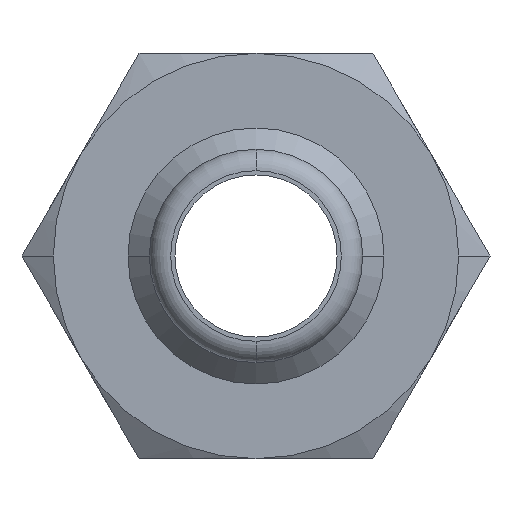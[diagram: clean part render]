
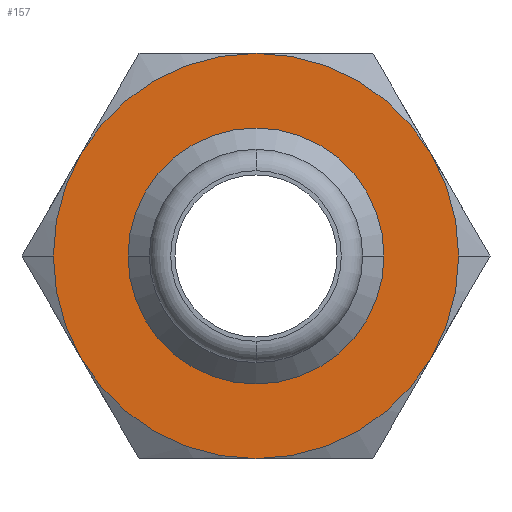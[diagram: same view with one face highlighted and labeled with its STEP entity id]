
A CAD part, front view. The second image highlights one B-rep face of the part: STEP entity #157.
In plain terms, the highlighted planar face has unit normal (0, -1, 0).
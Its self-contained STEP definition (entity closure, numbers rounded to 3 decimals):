
#157=ADVANCED_FACE('',(#359,#360),#361,.T.);
#359=FACE_OUTER_BOUND('',#29806,.T.);
#360=FACE_BOUND('',#29807,.T.);
#361=PLANE('',#29808);
#29806=EDGE_LOOP('',(#30167,#30168,#30169,#30170,#30171,#30172,#30173,#30174));
#29807=EDGE_LOOP('',(#30175,#30176));
#29808=AXIS2_PLACEMENT_3D('',#30177,#30178,#30179);
#30167=ORIENTED_EDGE('',*,*,#30709,.F.);
#30168=ORIENTED_EDGE('',*,*,#30635,.F.);
#30169=ORIENTED_EDGE('',*,*,#30710,.F.);
#30170=ORIENTED_EDGE('',*,*,#30711,.F.);
#30171=ORIENTED_EDGE('',*,*,#30683,.F.);
#30172=ORIENTED_EDGE('',*,*,#30656,.F.);
#30173=ORIENTED_EDGE('',*,*,#30712,.F.);
#30174=ORIENTED_EDGE('',*,*,#30713,.F.);
#30175=ORIENTED_EDGE('',*,*,#30593,.F.);
#30176=ORIENTED_EDGE('',*,*,#30714,.F.);
#30177=CARTESIAN_POINT('',(4.75,20.0,0.0));
#30178=DIRECTION('',(-0.0,-1.0,-0.0));
#30179=DIRECTION('',(-1.0,0.0,0.0));
#30593=EDGE_CURVE('',#30837,#30833,#30839,.T.);
#30635=EDGE_CURVE('',#30909,#30911,#30912,.T.);
#30656=EDGE_CURVE('',#30944,#30941,#30946,.T.);
#30683=EDGE_CURVE('',#30941,#30985,#30988,.T.);
#30709=EDGE_CURVE('',#30911,#31026,#31027,.T.);
#30710=EDGE_CURVE('',#31028,#30909,#31029,.T.);
#30711=EDGE_CURVE('',#30985,#31028,#31030,.T.);
#30712=EDGE_CURVE('',#30972,#30944,#31031,.T.);
#30713=EDGE_CURVE('',#31026,#30972,#31032,.T.);
#30714=EDGE_CURVE('',#30833,#30837,#31033,.T.);
#30833=VERTEX_POINT('',#31170);
#30837=VERTEX_POINT('',#31175);
#30839=CIRCLE('',#31178,6.0);
#30909=VERTEX_POINT('',#31355);
#30911=VERTEX_POINT('',#31368);
#30912=CIRCLE('',#31369,9.5);
#30941=VERTEX_POINT('',#31456);
#30944=VERTEX_POINT('',#31470);
#30946=CIRCLE('',#31483,9.5);
#30972=VERTEX_POINT('',#33819);
#30985=VERTEX_POINT('',#33878);
#30988=CIRCLE('',#33893,9.5);
#31026=VERTEX_POINT('',#33992);
#31027=CIRCLE('',#33993,9.5);
#31028=VERTEX_POINT('',#33994);
#31029=CIRCLE('',#33995,9.5);
#31030=CIRCLE('',#33996,9.5);
#31031=CIRCLE('',#33997,9.5);
#31032=CIRCLE('',#33998,9.5);
#31033=CIRCLE('',#33999,6.0);
#31170=CARTESIAN_POINT('',(6.0,20.0,0.));
#31175=CARTESIAN_POINT('',(-6.0,20.0,0.));
#31178=AXIS2_PLACEMENT_3D('',#34368,#34369,#34370);
#31355=CARTESIAN_POINT('',(0.,20.0,9.5));
#31368=CARTESIAN_POINT('',(8.227,20.0,4.75));
#31369=AXIS2_PLACEMENT_3D('',#34421,#34422,#34423);
#31456=CARTESIAN_POINT('',(-8.227,20.0,-4.75));
#31470=CARTESIAN_POINT('',(0.0,20.0,-9.5));
#31483=AXIS2_PLACEMENT_3D('',#34442,#34443,#34444);
#33819=CARTESIAN_POINT('',(8.227,20.0,-4.75));
#33878=CARTESIAN_POINT('',(-9.5,20.0,0.));
#33893=AXIS2_PLACEMENT_3D('',#34457,#34458,#34459);
#33992=CARTESIAN_POINT('',(9.5,20.0,0.));
#33993=AXIS2_PLACEMENT_3D('',#34487,#34488,#34489);
#33994=CARTESIAN_POINT('',(-8.227,20.0,4.75));
#33995=AXIS2_PLACEMENT_3D('',#34490,#34491,#34492);
#33996=AXIS2_PLACEMENT_3D('',#34493,#34494,#34495);
#33997=AXIS2_PLACEMENT_3D('',#34496,#34497,#34498);
#33998=AXIS2_PLACEMENT_3D('',#34499,#34500,#34501);
#33999=AXIS2_PLACEMENT_3D('',#34502,#34503,#34504);
#34368=CARTESIAN_POINT('',(0.0,20.0,0.0));
#34369=DIRECTION('',(0.0,-1.0,0.0));
#34370=DIRECTION('',(1.0,0.0,0.0));
#34421=CARTESIAN_POINT('',(0.0,20.0,0.0));
#34422=DIRECTION('',(-0.0,1.0,0.0));
#34423=DIRECTION('',(1.0,0.0,0.0));
#34442=CARTESIAN_POINT('',(0.0,20.0,0.0));
#34443=DIRECTION('',(-0.0,1.0,0.0));
#34444=DIRECTION('',(1.0,0.0,0.0));
#34457=CARTESIAN_POINT('',(0.0,20.0,0.0));
#34458=DIRECTION('',(-0.0,1.0,0.0));
#34459=DIRECTION('',(1.0,0.0,0.0));
#34487=CARTESIAN_POINT('',(0.0,20.0,0.0));
#34488=DIRECTION('',(-0.0,1.0,0.0));
#34489=DIRECTION('',(1.0,0.0,0.0));
#34490=CARTESIAN_POINT('',(0.0,20.0,0.0));
#34491=DIRECTION('',(-0.0,1.0,0.0));
#34492=DIRECTION('',(1.0,0.0,0.0));
#34493=CARTESIAN_POINT('',(0.0,20.0,0.0));
#34494=DIRECTION('',(-0.0,1.0,0.0));
#34495=DIRECTION('',(1.0,0.0,0.0));
#34496=CARTESIAN_POINT('',(0.0,20.0,0.0));
#34497=DIRECTION('',(-0.0,1.0,0.0));
#34498=DIRECTION('',(1.0,0.0,0.0));
#34499=CARTESIAN_POINT('',(0.0,20.0,0.0));
#34500=DIRECTION('',(-0.0,1.0,0.0));
#34501=DIRECTION('',(1.0,0.0,0.0));
#34502=CARTESIAN_POINT('',(0.0,20.0,0.0));
#34503=DIRECTION('',(0.0,-1.0,0.0));
#34504=DIRECTION('',(1.0,0.0,0.0));
